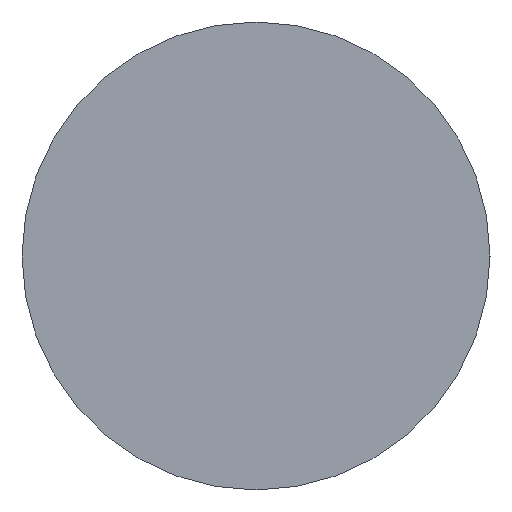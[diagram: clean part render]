
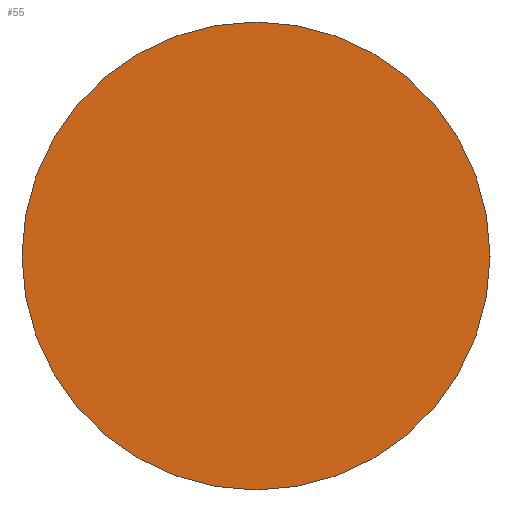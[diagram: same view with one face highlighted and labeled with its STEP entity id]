
A CAD part, left-side view. The second image highlights one B-rep face of the part: STEP entity #55.
In plain terms, the highlighted planar face has unit normal (-1, 0, 0).
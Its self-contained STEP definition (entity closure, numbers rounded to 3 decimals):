
#3 = PLANE ( 'NONE',  #94 ) ;
#5 = DIRECTION ( 'NONE',  ( -1., 0., 0. ) ) ;
#8 = EDGE_CURVE ( 'NONE', #159, #26, #150, .T. ) ;
#16 = CARTESIAN_POINT ( 'NONE',  ( 22.424, 18.031, 0. ) ) ;
#17 = CARTESIAN_POINT ( 'NONE',  ( 22.424, 13.031, 0. ) ) ;
#20 = CARTESIAN_POINT ( 'NONE',  ( 22.424, 13.031, 0. ) ) ;
#26 = VERTEX_POINT ( 'NONE', #16 ) ;
#35 = AXIS2_PLACEMENT_3D ( 'NONE', #142, #58, #116 ) ;
#38 = ORIENTED_EDGE ( 'NONE', *, *, #60, .T. ) ;
#48 = FACE_OUTER_BOUND ( 'NONE', #82, .T. ) ;
#55 = ADVANCED_FACE ( 'NONE', ( #48 ), #3, .F. ) ;
#58 = DIRECTION ( 'NONE',  ( -1., 0., 0. ) ) ;
#60 = EDGE_CURVE ( 'NONE', #26, #159, #113, .T. ) ;
#62 = CARTESIAN_POINT ( 'NONE',  ( 22.424, 8.031, 0. ) ) ;
#82 = EDGE_LOOP ( 'NONE', ( #130, #38 ) ) ;
#94 = AXIS2_PLACEMENT_3D ( 'NONE', #17, #105, #132 ) ;
#105 = DIRECTION ( 'NONE',  ( 1., 0., 0. ) ) ;
#108 = DIRECTION ( 'NONE',  ( 0., -1., 0. ) ) ;
#113 = CIRCLE ( 'NONE', #144, 5. ) ;
#116 = DIRECTION ( 'NONE',  ( 0., -1., 0. ) ) ;
#130 = ORIENTED_EDGE ( 'NONE', *, *, #8, .T. ) ;
#132 = DIRECTION ( 'NONE',  ( 0., 1., 0. ) ) ;
#142 = CARTESIAN_POINT ( 'NONE',  ( 22.424, 13.031, 0. ) ) ;
#144 = AXIS2_PLACEMENT_3D ( 'NONE', #20, #5, #108 ) ;
#150 = CIRCLE ( 'NONE', #35, 5. ) ;
#159 = VERTEX_POINT ( 'NONE', #62 ) ;
